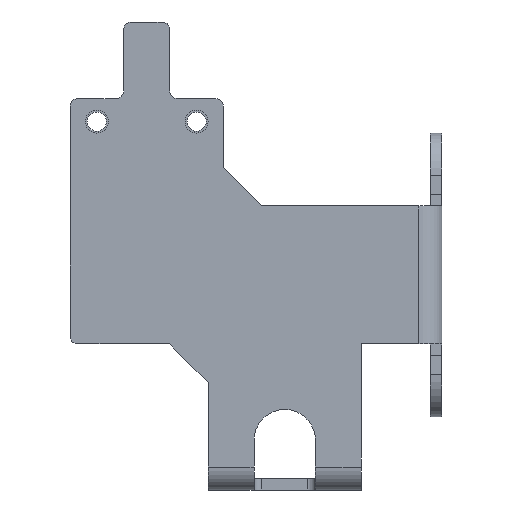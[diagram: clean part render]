
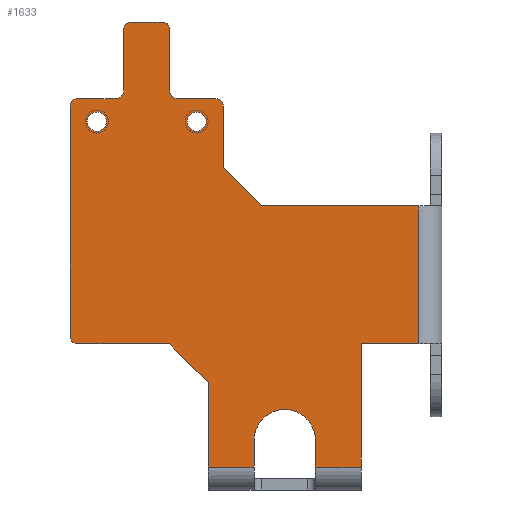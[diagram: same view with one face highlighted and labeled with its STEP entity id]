
A CAD part, left-side view. The second image highlights one B-rep face of the part: STEP entity #1633.
In plain terms, the highlighted planar face has unit normal (-1, 0, 0).
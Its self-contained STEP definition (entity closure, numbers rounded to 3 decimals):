
#290=CARTESIAN_POINT('',(0.,47.5,22.));
#291=DIRECTION('',(-1.,0.,0.));
#292=DIRECTION('',(0.,0.,1.));
#293=AXIS2_PLACEMENT_3D('',#290,#291,#292);
#295=DIRECTION('',(0.,-1.,0.));
#296=VECTOR('',#295,5.);
#297=CARTESIAN_POINT('',(0.,47.5,23.));
#298=LINE('',#297,#296);
#299=DIRECTION('',(0.,0.,1.));
#300=VECTOR('',#299,8.);
#301=CARTESIAN_POINT('',(0.,41.5,24.));
#302=LINE('',#301,#300);
#303=CARTESIAN_POINT('',(0.,40.5,32.));
#304=DIRECTION('',(-1.,0.,0.));
#305=DIRECTION('',(0.,0.,1.));
#306=AXIS2_PLACEMENT_3D('',#303,#304,#305);
#308=DIRECTION('',(0.,-1.,0.));
#309=VECTOR('',#308,4.);
#310=CARTESIAN_POINT('',(0.,40.5,33.));
#311=LINE('',#310,#309);
#312=CARTESIAN_POINT('',(0.,36.5,32.));
#313=DIRECTION('',(-1.,0.,0.));
#314=DIRECTION('',(0.,-1.,0.));
#315=AXIS2_PLACEMENT_3D('',#312,#313,#314);
#317=DIRECTION('',(0.,0.,-1.));
#318=VECTOR('',#317,8.);
#319=CARTESIAN_POINT('',(0.,35.5,32.));
#320=LINE('',#319,#318);
#321=DIRECTION('',(0.,-1.,0.));
#322=VECTOR('',#321,5.);
#323=CARTESIAN_POINT('',(0.,34.5,23.));
#324=LINE('',#323,#322);
#325=CARTESIAN_POINT('',(0.,29.5,22.));
#326=DIRECTION('',(-1.,0.,0.));
#327=DIRECTION('',(0.,-1.,0.));
#328=AXIS2_PLACEMENT_3D('',#325,#326,#327);
#330=DIRECTION('',(0.,0.,-1.));
#331=VECTOR('',#330,8.);
#332=CARTESIAN_POINT('',(0.,28.5,22.));
#333=LINE('',#332,#331);
#334=DIRECTION('',(0.,-0.707,-0.707));
#335=VECTOR('',#334,7.071);
#336=CARTESIAN_POINT('',(0.,28.5,14.));
#337=LINE('',#336,#335);
#338=DIRECTION('',(0.,0.,1.));
#339=VECTOR('',#338,18.);
#340=CARTESIAN_POINT('',(0.,3.,-9.));
#341=LINE('',#340,#339);
#342=DIRECTION('',(0.,0.,-1.));
#343=VECTOR('',#342,16.05);
#344=CARTESIAN_POINT('',(0.,10.5,-9.));
#345=LINE('',#344,#343);
#346=DIRECTION('',(0.,0.,1.));
#347=VECTOR('',#346,3.5);
#348=CARTESIAN_POINT('',(0.,16.5,-25.05));
#349=LINE('',#348,#347);
#350=CARTESIAN_POINT('',(0.,20.5,-21.55));
#351=DIRECTION('',(-1.,0.,0.));
#352=DIRECTION('',(0.,-1.,0.));
#353=AXIS2_PLACEMENT_3D('',#350,#351,#352);
#355=DIRECTION('',(0.,0.,1.));
#356=VECTOR('',#355,3.5);
#357=CARTESIAN_POINT('',(0.,24.5,-25.05));
#358=LINE('',#357,#356);
#359=DIRECTION('',(0.,0.,1.));
#360=VECTOR('',#359,11.05);
#361=CARTESIAN_POINT('',(0.,30.5,-25.05));
#362=LINE('',#361,#360);
#363=DIRECTION('',(0.,0.707,0.707));
#364=VECTOR('',#363,7.071);
#365=CARTESIAN_POINT('',(0.,30.5,-14.));
#366=LINE('',#365,#364);
#367=CARTESIAN_POINT('',(0.,47.5,-8.));
#368=DIRECTION('',(-1.,0.,0.));
#369=DIRECTION('',(0.,1.,0.));
#370=AXIS2_PLACEMENT_3D('',#367,#368,#369);
#372=CARTESIAN_POINT('',(0.,45.,20.));
#373=DIRECTION('',(1.,0.,0.));
#374=DIRECTION('',(0.,-1.,0.));
#375=AXIS2_PLACEMENT_3D('',#372,#373,#374);
#377=CARTESIAN_POINT('',(0.,45.,20.));
#378=DIRECTION('',(1.,0.,0.));
#379=DIRECTION('',(0.,1.,0.));
#380=AXIS2_PLACEMENT_3D('',#377,#378,#379);
#382=CARTESIAN_POINT('',(0.,32.,20.));
#383=DIRECTION('',(1.,0.,0.));
#384=DIRECTION('',(0.,-1.,0.));
#385=AXIS2_PLACEMENT_3D('',#382,#383,#384);
#387=CARTESIAN_POINT('',(0.,32.,20.));
#388=DIRECTION('',(1.,0.,0.));
#389=DIRECTION('',(0.,1.,0.));
#390=AXIS2_PLACEMENT_3D('',#387,#388,#389);
#498=DIRECTION('',(0.,0.,-1.));
#499=VECTOR('',#498,30.);
#500=CARTESIAN_POINT('',(0.,48.5,22.));
#501=LINE('',#500,#499);
#510=DIRECTION('',(0.,1.,0.));
#511=VECTOR('',#510,7.5);
#512=CARTESIAN_POINT('',(0.,3.,-9.));
#513=LINE('',#512,#511);
#526=DIRECTION('',(0.,1.,0.));
#527=VECTOR('',#526,12.);
#528=CARTESIAN_POINT('',(0.,35.5,-9.));
#529=LINE('',#528,#527);
#561=DIRECTION('',(0.,1.,0.));
#562=VECTOR('',#561,6.);
#563=CARTESIAN_POINT('',(0.,10.5,-25.05));
#564=LINE('',#563,#562);
#743=DIRECTION('',(0.,1.,0.));
#744=VECTOR('',#743,6.);
#745=CARTESIAN_POINT('',(0.,24.5,-25.05));
#746=LINE('',#745,#744);
#860=DIRECTION('',(0.,1.,0.));
#861=VECTOR('',#860,20.5);
#862=CARTESIAN_POINT('',(0.,3.,9.));
#863=LINE('',#862,#861);
#885=CARTESIAN_POINT('',(0.,34.5,24.));
#886=DIRECTION('',(1.,0.,0.));
#887=DIRECTION('',(0.,0.,-1.));
#888=AXIS2_PLACEMENT_3D('',#885,#886,#887);
#919=CARTESIAN_POINT('',(0.,42.5,24.));
#920=DIRECTION('',(1.,0.,0.));
#921=DIRECTION('',(0.,-1.,0.));
#922=AXIS2_PLACEMENT_3D('',#919,#920,#921);
#1002=CARTESIAN_POINT('',(0.,3.,-9.));
#1003=VERTEX_POINT('',#1002);
#1004=CARTESIAN_POINT('',(0.,3.,9.));
#1005=VERTEX_POINT('',#1004);
#1016=CARTESIAN_POINT('',(0.,28.5,14.));
#1017=CARTESIAN_POINT('',(0.,23.5,9.));
#1018=VERTEX_POINT('',#1016);
#1019=VERTEX_POINT('',#1017);
#1030=CARTESIAN_POINT('',(0.,10.5,-9.));
#1031=CARTESIAN_POINT('',(0.,10.5,-25.05));
#1032=VERTEX_POINT('',#1030);
#1033=VERTEX_POINT('',#1031);
#1034=CARTESIAN_POINT('',(0.,30.5,-25.05));
#1035=CARTESIAN_POINT('',(0.,30.5,-14.));
#1036=VERTEX_POINT('',#1034);
#1037=VERTEX_POINT('',#1035);
#1038=CARTESIAN_POINT('',(0.,35.5,-9.));
#1039=VERTEX_POINT('',#1038);
#1041=CARTESIAN_POINT('',(0.,42.5,23.));
#1043=VERTEX_POINT('',#1041);
#1045=CARTESIAN_POINT('',(0.,41.5,24.));
#1047=VERTEX_POINT('',#1045);
#1049=CARTESIAN_POINT('',(0.,35.5,24.));
#1051=VERTEX_POINT('',#1049);
#1053=CARTESIAN_POINT('',(0.,34.5,23.));
#1055=VERTEX_POINT('',#1053);
#1060=CARTESIAN_POINT('',(0.,47.5,23.));
#1061=VERTEX_POINT('',#1060);
#1062=CARTESIAN_POINT('',(0.,48.5,22.));
#1063=VERTEX_POINT('',#1062);
#1068=CARTESIAN_POINT('',(0.,40.5,33.));
#1069=VERTEX_POINT('',#1068);
#1070=CARTESIAN_POINT('',(0.,41.5,32.));
#1071=VERTEX_POINT('',#1070);
#1076=CARTESIAN_POINT('',(0.,35.5,32.));
#1077=VERTEX_POINT('',#1076);
#1078=CARTESIAN_POINT('',(0.,36.5,33.));
#1079=VERTEX_POINT('',#1078);
#1084=CARTESIAN_POINT('',(0.,28.5,22.));
#1085=VERTEX_POINT('',#1084);
#1086=CARTESIAN_POINT('',(0.,29.5,23.));
#1087=VERTEX_POINT('',#1086);
#1088=CARTESIAN_POINT('',(0.,48.5,-8.));
#1089=CARTESIAN_POINT('',(0.,47.5,-9.));
#1090=VERTEX_POINT('',#1088);
#1091=VERTEX_POINT('',#1089);
#1104=CARTESIAN_POINT('',(0.,24.5,-25.05));
#1105=CARTESIAN_POINT('',(0.,24.5,-21.55));
#1106=VERTEX_POINT('',#1104);
#1107=VERTEX_POINT('',#1105);
#1108=CARTESIAN_POINT('',(0.,16.5,-21.55));
#1109=VERTEX_POINT('',#1108);
#1110=CARTESIAN_POINT('',(0.,16.5,-25.05));
#1111=VERTEX_POINT('',#1110);
#1200=CARTESIAN_POINT('',(0.,43.75,20.));
#1201=CARTESIAN_POINT('',(0.,46.25,20.));
#1202=VERTEX_POINT('',#1200);
#1203=VERTEX_POINT('',#1201);
#1208=CARTESIAN_POINT('',(0.,30.75,20.));
#1209=CARTESIAN_POINT('',(0.,33.25,20.));
#1210=VERTEX_POINT('',#1208);
#1211=VERTEX_POINT('',#1209);
#1561=CARTESIAN_POINT('',(0.,3.,-9.));
#1562=DIRECTION('',(1.,0.,0.));
#1563=DIRECTION('',(0.,1.,0.));
#1564=AXIS2_PLACEMENT_3D('',#1561,#1562,#1563);
#1565=PLANE('',#1564);
#1567=ORIENTED_EDGE('',*,*,#1566,.F.);
#1569=ORIENTED_EDGE('',*,*,#1568,.T.);
#1571=ORIENTED_EDGE('',*,*,#1570,.F.);
#1573=ORIENTED_EDGE('',*,*,#1572,.T.);
#1575=ORIENTED_EDGE('',*,*,#1574,.F.);
#1577=ORIENTED_EDGE('',*,*,#1576,.T.);
#1579=ORIENTED_EDGE('',*,*,#1578,.F.);
#1581=ORIENTED_EDGE('',*,*,#1580,.T.);
#1583=ORIENTED_EDGE('',*,*,#1582,.F.);
#1585=ORIENTED_EDGE('',*,*,#1584,.T.);
#1587=ORIENTED_EDGE('',*,*,#1586,.F.);
#1589=ORIENTED_EDGE('',*,*,#1588,.T.);
#1591=ORIENTED_EDGE('',*,*,#1590,.T.);
#1593=ORIENTED_EDGE('',*,*,#1592,.F.);
#1594=ORIENTED_EDGE('',*,*,#1553,.F.);
#1596=ORIENTED_EDGE('',*,*,#1595,.T.);
#1598=ORIENTED_EDGE('',*,*,#1597,.T.);
#1600=ORIENTED_EDGE('',*,*,#1599,.T.);
#1602=ORIENTED_EDGE('',*,*,#1601,.T.);
#1604=ORIENTED_EDGE('',*,*,#1603,.T.);
#1606=ORIENTED_EDGE('',*,*,#1605,.F.);
#1608=ORIENTED_EDGE('',*,*,#1607,.T.);
#1610=ORIENTED_EDGE('',*,*,#1609,.T.);
#1612=ORIENTED_EDGE('',*,*,#1611,.T.);
#1614=ORIENTED_EDGE('',*,*,#1613,.T.);
#1616=ORIENTED_EDGE('',*,*,#1615,.F.);
#1618=ORIENTED_EDGE('',*,*,#1617,.F.);
#1619=EDGE_LOOP('',(#1567,#1569,#1571,#1573,#1575,#1577,#1579,#1581,#1583,#1585,
#1587,#1589,#1591,#1593,#1594,#1596,#1598,#1600,#1602,#1604,#1606,#1608,#1610,
#1612,#1614,#1616,#1618));
#1620=FACE_OUTER_BOUND('',#1619,.F.);
#1622=ORIENTED_EDGE('',*,*,#1621,.F.);
#1624=ORIENTED_EDGE('',*,*,#1623,.F.);
#1625=EDGE_LOOP('',(#1622,#1624));
#1626=FACE_BOUND('',#1625,.F.);
#1628=ORIENTED_EDGE('',*,*,#1627,.F.);
#1630=ORIENTED_EDGE('',*,*,#1629,.F.);
#1631=EDGE_LOOP('',(#1628,#1630));
#1632=FACE_BOUND('',#1631,.F.);
#1633=ADVANCED_FACE('',(#1620,#1626,#1632),#1565,.F.);
#294=CIRCLE('',#293,1.);
#307=CIRCLE('',#306,1.);
#316=CIRCLE('',#315,1.);
#329=CIRCLE('',#328,1.);
#354=CIRCLE('',#353,4.);
#371=CIRCLE('',#370,1.);
#376=CIRCLE('',#375,1.25);
#381=CIRCLE('',#380,1.25);
#386=CIRCLE('',#385,1.25);
#391=CIRCLE('',#390,1.25);
#889=CIRCLE('',#888,1.);
#923=CIRCLE('',#922,1.);
#1553=EDGE_CURVE('',#1003,#1005,#341,.T.);
#1566=EDGE_CURVE('',#1061,#1063,#294,.T.);
#1568=EDGE_CURVE('',#1061,#1043,#298,.T.);
#1570=EDGE_CURVE('',#1047,#1043,#923,.T.);
#1572=EDGE_CURVE('',#1047,#1071,#302,.T.);
#1574=EDGE_CURVE('',#1069,#1071,#307,.T.);
#1576=EDGE_CURVE('',#1069,#1079,#311,.T.);
#1578=EDGE_CURVE('',#1077,#1079,#316,.T.);
#1580=EDGE_CURVE('',#1077,#1051,#320,.T.);
#1582=EDGE_CURVE('',#1055,#1051,#889,.T.);
#1584=EDGE_CURVE('',#1055,#1087,#324,.T.);
#1586=EDGE_CURVE('',#1085,#1087,#329,.T.);
#1588=EDGE_CURVE('',#1085,#1018,#333,.T.);
#1590=EDGE_CURVE('',#1018,#1019,#337,.T.);
#1592=EDGE_CURVE('',#1005,#1019,#863,.T.);
#1595=EDGE_CURVE('',#1003,#1032,#513,.T.);
#1597=EDGE_CURVE('',#1032,#1033,#345,.T.);
#1599=EDGE_CURVE('',#1033,#1111,#564,.T.);
#1601=EDGE_CURVE('',#1111,#1109,#349,.T.);
#1603=EDGE_CURVE('',#1109,#1107,#354,.T.);
#1605=EDGE_CURVE('',#1106,#1107,#358,.T.);
#1607=EDGE_CURVE('',#1106,#1036,#746,.T.);
#1609=EDGE_CURVE('',#1036,#1037,#362,.T.);
#1611=EDGE_CURVE('',#1037,#1039,#366,.T.);
#1613=EDGE_CURVE('',#1039,#1091,#529,.T.);
#1615=EDGE_CURVE('',#1090,#1091,#371,.T.);
#1617=EDGE_CURVE('',#1063,#1090,#501,.T.);
#1621=EDGE_CURVE('',#1202,#1203,#376,.T.);
#1623=EDGE_CURVE('',#1203,#1202,#381,.T.);
#1627=EDGE_CURVE('',#1210,#1211,#386,.T.);
#1629=EDGE_CURVE('',#1211,#1210,#391,.T.);
